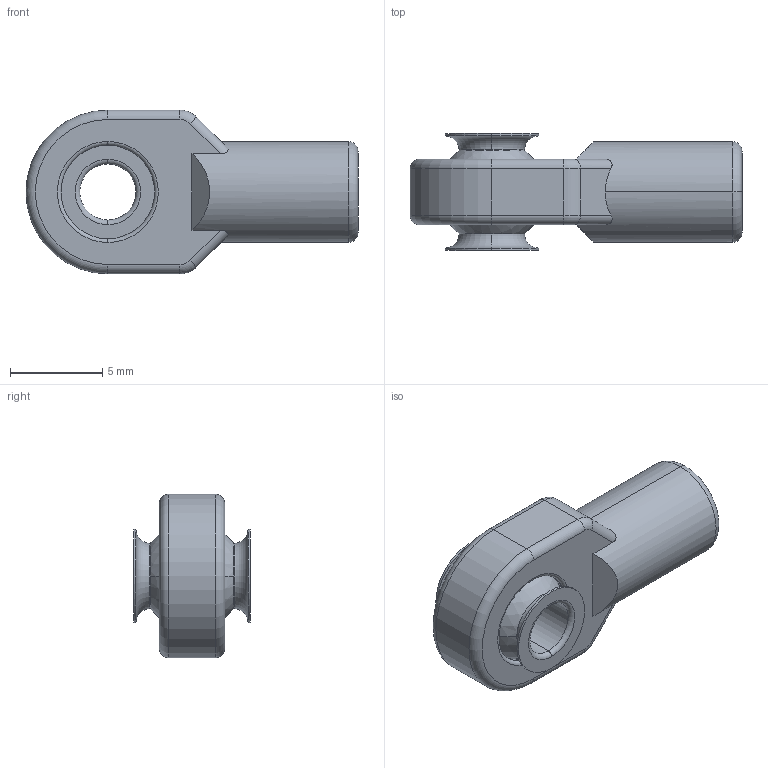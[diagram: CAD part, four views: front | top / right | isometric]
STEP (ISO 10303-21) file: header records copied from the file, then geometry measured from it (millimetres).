
FILE_DESCRIPTION (( 'STEP AP203' ), '1' );
FILE_NAME ('Traxxas rod end.STEP', '2015-03-16T01:04:12', ( '' ), ( '' ), 'SwSTEP 2.0', 'SolidWorks 2013', '' );
FILE_SCHEMA (( 'CONFIG_CONTROL_DESIGN' ));
Length unit declared in the file: inch
Products named in the file (1): Traxxas rod end
Bounding box: 18.03 x 6.35 x 8.89 mm (x, y, z)
Volume: 433.6 mm3; surface area: 772.6 mm2
Topology: 3 solids, 3 shells, 69 faces, 177 edges, 107 vertices
Faces by surface type: cylinder 27, torus 24, plane 12, sphere 6
Entity records: 2119 total; most frequent: DIRECTION 400, CARTESIAN_POINT 384, ORIENTED_EDGE 324, AXIS2_PLACEMENT_3D 178, EDGE_CURVE 162, CIRCLE 108, VERTEX_POINT 98, EDGE_LOOP 74
